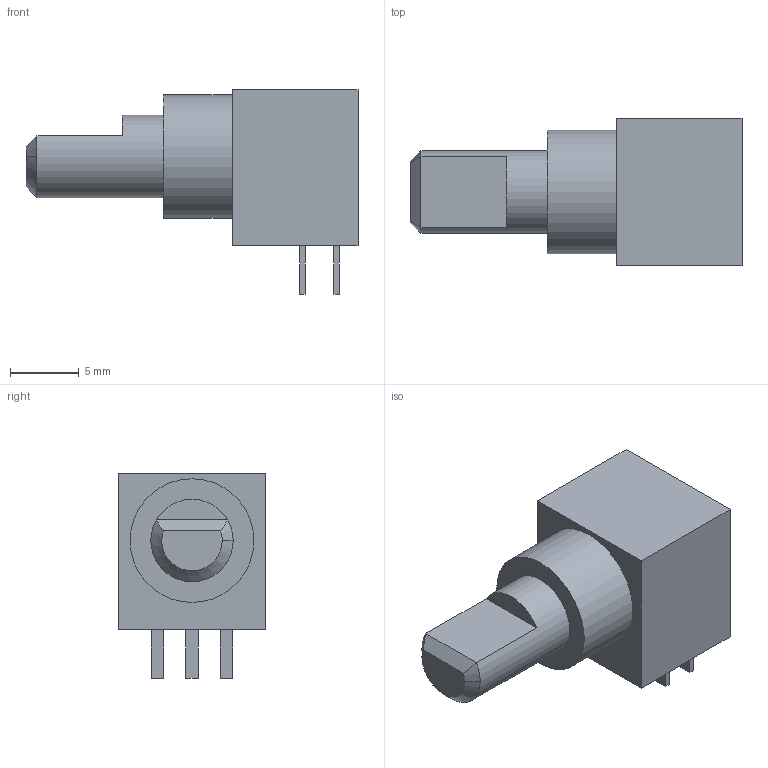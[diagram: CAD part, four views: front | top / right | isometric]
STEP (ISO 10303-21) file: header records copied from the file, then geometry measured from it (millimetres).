
FILE_DESCRIPTION(('FreeCAD Model'),'2;1');
FILE_NAME('Open CASCADE Shape Model','2024-09-17T23:17:13',( 'kicad StepUp'),('ksu MCAD'),'Open CASCADE STEP processor 7.6', 'FreeCAD','Unknown');
FILE_SCHEMA(('AUTOMOTIVE_DESIGN { 1 0 10303 214 1 1 1 1 }'));
Length unit declared in the file: millimetre
Products named in the file (1): Fusion
Bounding box: 24.15 x 10.7 x 14.85 mm (x, y, z)
Volume: 1675.8 mm3; surface area: 1014.1 mm2
Topology: 1 solids, 1 shells, 45 faces, 102 edges, 67 vertices
Faces by surface type: plane 41, cylinder 2, cone 2
Full cylindrical faces by diameter (mm): 6 x1, 9 x1
Entity records: 1307 total; most frequent: CARTESIAN_POINT 215, DIRECTION 204, ORIENTED_EDGE 204, EDGE_CURVE 102, LINE 92, VECTOR 92, VERTEX_POINT 67, AXIS2_PLACEMENT_3D 56
